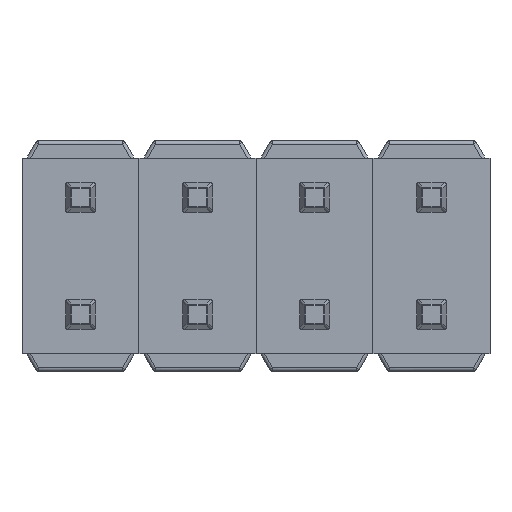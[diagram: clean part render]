
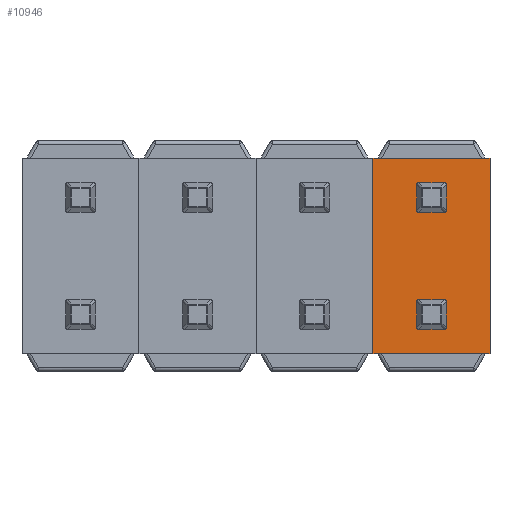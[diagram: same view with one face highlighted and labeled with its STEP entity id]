
A CAD part, front view. The second image highlights one B-rep face of the part: STEP entity #10946.
In plain terms, the highlighted planar face has unit normal (0, -1, 0).
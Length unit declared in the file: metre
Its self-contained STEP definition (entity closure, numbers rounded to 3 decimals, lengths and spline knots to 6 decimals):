
#114=PLANE('',#11935);
#770=LINE('',#17364,#1698);
#771=LINE('',#17367,#1699);
#772=LINE('',#17369,#1700);
#773=LINE('',#17371,#1701);
#774=LINE('',#17373,#1702);
#775=LINE('',#17375,#1703);
#776=LINE('',#17377,#1704);
#777=LINE('',#17379,#1705);
#778=LINE('',#17383,#1706);
#779=LINE('',#17387,#1707);
#780=LINE('',#17391,#1708);
#781=LINE('',#17395,#1709);
#782=LINE('',#17399,#1710);
#783=LINE('',#17403,#1711);
#784=LINE('',#17407,#1712);
#785=LINE('',#17411,#1713);
#1698=VECTOR('',#13444,1.);
#1699=VECTOR('',#13445,1.);
#1700=VECTOR('',#13446,1.);
#1701=VECTOR('',#13447,1.);
#1702=VECTOR('',#13448,1.);
#1703=VECTOR('',#13449,1.);
#1704=VECTOR('',#13450,1.);
#1705=VECTOR('',#13451,1.);
#1706=VECTOR('',#13454,1.);
#1707=VECTOR('',#13457,1.);
#1708=VECTOR('',#13460,1.);
#1709=VECTOR('',#13463,1.);
#1710=VECTOR('',#13466,1.);
#1711=VECTOR('',#13469,1.);
#1712=VECTOR('',#13472,1.);
#1713=VECTOR('',#13475,1.);
#3066=ORIENTED_EDGE('',*,*,#6390,.T.);
#3067=ORIENTED_EDGE('',*,*,#6391,.T.);
#3068=ORIENTED_EDGE('',*,*,#6392,.T.);
#3069=ORIENTED_EDGE('',*,*,#6393,.T.);
#3070=ORIENTED_EDGE('',*,*,#6394,.T.);
#3071=ORIENTED_EDGE('',*,*,#6395,.T.);
#3072=ORIENTED_EDGE('',*,*,#6396,.T.);
#3073=ORIENTED_EDGE('',*,*,#6397,.T.);
#3074=ORIENTED_EDGE('',*,*,#6398,.T.);
#3075=ORIENTED_EDGE('',*,*,#6399,.T.);
#3076=ORIENTED_EDGE('',*,*,#6400,.T.);
#3077=ORIENTED_EDGE('',*,*,#6401,.T.);
#3078=ORIENTED_EDGE('',*,*,#6402,.T.);
#3079=ORIENTED_EDGE('',*,*,#6403,.T.);
#3080=ORIENTED_EDGE('',*,*,#6404,.T.);
#3081=ORIENTED_EDGE('',*,*,#6405,.T.);
#3082=ORIENTED_EDGE('',*,*,#6406,.T.);
#3083=ORIENTED_EDGE('',*,*,#6407,.T.);
#3084=ORIENTED_EDGE('',*,*,#6408,.T.);
#3085=ORIENTED_EDGE('',*,*,#6409,.T.);
#3086=ORIENTED_EDGE('',*,*,#6410,.T.);
#3087=ORIENTED_EDGE('',*,*,#6411,.T.);
#3088=ORIENTED_EDGE('',*,*,#6412,.T.);
#3089=ORIENTED_EDGE('',*,*,#6413,.T.);
#6390=EDGE_CURVE('',#8034,#8035,#770,.T.);
#6391=EDGE_CURVE('',#8035,#8036,#771,.T.);
#6392=EDGE_CURVE('',#8036,#8037,#772,.T.);
#6393=EDGE_CURVE('',#8037,#8038,#773,.T.);
#6394=EDGE_CURVE('',#8038,#8039,#774,.T.);
#6395=EDGE_CURVE('',#8039,#8040,#775,.T.);
#6396=EDGE_CURVE('',#8040,#8041,#776,.T.);
#6397=EDGE_CURVE('',#8041,#8034,#777,.T.);
#6398=EDGE_CURVE('',#8042,#8043,#8984,.T.);
#6399=EDGE_CURVE('',#8043,#8044,#778,.T.);
#6400=EDGE_CURVE('',#8044,#8045,#8985,.T.);
#6401=EDGE_CURVE('',#8045,#8046,#779,.T.);
#6402=EDGE_CURVE('',#8046,#8047,#8986,.T.);
#6403=EDGE_CURVE('',#8047,#8048,#780,.T.);
#6404=EDGE_CURVE('',#8048,#8049,#8987,.T.);
#6405=EDGE_CURVE('',#8049,#8042,#781,.T.);
#6406=EDGE_CURVE('',#8050,#8051,#8988,.T.);
#6407=EDGE_CURVE('',#8051,#8052,#782,.T.);
#6408=EDGE_CURVE('',#8052,#8053,#8989,.T.);
#6409=EDGE_CURVE('',#8053,#8054,#783,.T.);
#6410=EDGE_CURVE('',#8054,#8055,#8990,.T.);
#6411=EDGE_CURVE('',#8055,#8056,#784,.T.);
#6412=EDGE_CURVE('',#8056,#8057,#8991,.T.);
#6413=EDGE_CURVE('',#8057,#8050,#785,.T.);
#8034=VERTEX_POINT('',#17365);
#8035=VERTEX_POINT('',#17366);
#8036=VERTEX_POINT('',#17368);
#8037=VERTEX_POINT('',#17370);
#8038=VERTEX_POINT('',#17372);
#8039=VERTEX_POINT('',#17374);
#8040=VERTEX_POINT('',#17376);
#8041=VERTEX_POINT('',#17378);
#8042=VERTEX_POINT('',#17381);
#8043=VERTEX_POINT('',#17382);
#8044=VERTEX_POINT('',#17384);
#8045=VERTEX_POINT('',#17386);
#8046=VERTEX_POINT('',#17388);
#8047=VERTEX_POINT('',#17390);
#8048=VERTEX_POINT('',#17392);
#8049=VERTEX_POINT('',#17394);
#8050=VERTEX_POINT('',#17397);
#8051=VERTEX_POINT('',#17398);
#8052=VERTEX_POINT('',#17400);
#8053=VERTEX_POINT('',#17402);
#8054=VERTEX_POINT('',#17404);
#8055=VERTEX_POINT('',#17406);
#8056=VERTEX_POINT('',#17408);
#8057=VERTEX_POINT('',#17410);
#8984=CIRCLE('',#11936,0.00004);
#8985=CIRCLE('',#11937,0.00004);
#8986=CIRCLE('',#11938,0.00004);
#8987=CIRCLE('',#11939,0.00004);
#8988=CIRCLE('',#11940,0.00004);
#8989=CIRCLE('',#11941,0.00004);
#8990=CIRCLE('',#11942,0.00004);
#8991=CIRCLE('',#11943,0.00004);
#9426=EDGE_LOOP('',(#3066,#3067,#3068,#3069,#3070,#3071,#3072,#3073));
#9427=EDGE_LOOP('',(#3074,#3075,#3076,#3077,#3078,#3079,#3080,#3081));
#9428=EDGE_LOOP('',(#3082,#3083,#3084,#3085,#3086,#3087,#3088,#3089));
#10170=FACE_BOUND('',#9426,.T.);
#10171=FACE_BOUND('',#9427,.T.);
#10172=FACE_BOUND('',#9428,.T.);
#10946=ADVANCED_FACE('',(#10170,#10171,#10172),#114,.F.);
#11935=AXIS2_PLACEMENT_3D('',#17363,#13442,#13443);
#11936=AXIS2_PLACEMENT_3D('',#17380,#13452,#13453);
#11937=AXIS2_PLACEMENT_3D('',#17385,#13455,#13456);
#11938=AXIS2_PLACEMENT_3D('',#17389,#13458,#13459);
#11939=AXIS2_PLACEMENT_3D('',#17393,#13461,#13462);
#11940=AXIS2_PLACEMENT_3D('',#17396,#13464,#13465);
#11941=AXIS2_PLACEMENT_3D('',#17401,#13467,#13468);
#11942=AXIS2_PLACEMENT_3D('',#17405,#13470,#13471);
#11943=AXIS2_PLACEMENT_3D('',#17409,#13473,#13474);
#13442=DIRECTION('',(0.,1.,0.));
#13443=DIRECTION('',(0.,0.,1.));
#13444=DIRECTION('',(0.,0.,-1.));
#13445=DIRECTION('',(1.,0.,0.));
#13446=DIRECTION('',(1.,0.,0.));
#13447=DIRECTION('',(1.,0.,0.));
#13448=DIRECTION('',(0.,0.,1.));
#13449=DIRECTION('',(-1.,0.,0.));
#13450=DIRECTION('',(-1.,0.,0.));
#13451=DIRECTION('',(-1.,0.,0.));
#13452=DIRECTION('',(0.,1.,0.));
#13453=DIRECTION('',(0.,0.,1.));
#13454=DIRECTION('',(1.,0.,0.));
#13455=DIRECTION('',(0.,1.,0.));
#13456=DIRECTION('',(0.,0.,1.));
#13457=DIRECTION('',(0.,0.,-1.));
#13458=DIRECTION('',(0.,1.,0.));
#13459=DIRECTION('',(0.,0.,1.));
#13460=DIRECTION('',(-1.,0.,0.));
#13461=DIRECTION('',(0.,1.,0.));
#13462=DIRECTION('',(0.,0.,1.));
#13463=DIRECTION('',(0.,0.,1.));
#13464=DIRECTION('',(0.,1.,0.));
#13465=DIRECTION('',(0.,0.,1.));
#13466=DIRECTION('',(1.,0.,0.));
#13467=DIRECTION('',(0.,1.,0.));
#13468=DIRECTION('',(0.,0.,1.));
#13469=DIRECTION('',(0.,0.,-1.));
#13470=DIRECTION('',(0.,1.,0.));
#13471=DIRECTION('',(0.,0.,1.));
#13472=DIRECTION('',(-1.,0.,0.));
#13473=DIRECTION('',(0.,1.,0.));
#13474=DIRECTION('',(0.,0.,1.));
#13475=DIRECTION('',(0.,0.,1.));
#17363=CARTESIAN_POINT('',(0.00762,-0.00085,0.));
#17364=CARTESIAN_POINT('',(0.00635,-0.00085,-0.002125));
#17365=CARTESIAN_POINT('',(0.00635,-0.00085,0.002125));
#17366=CARTESIAN_POINT('',(0.00635,-0.00085,-0.002125));
#17367=CARTESIAN_POINT('',(0.00762,-0.00085,-0.002125));
#17368=CARTESIAN_POINT('',(0.00645,-0.00085,-0.002125));
#17369=CARTESIAN_POINT('',(0.00762,-0.00085,-0.002125));
#17370=CARTESIAN_POINT('',(0.00879,-0.00085,-0.002125));
#17371=CARTESIAN_POINT('',(0.00889,-0.00085,-0.002125));
#17372=CARTESIAN_POINT('',(0.00889,-0.00085,-0.002125));
#17373=CARTESIAN_POINT('',(0.00889,-0.00085,0.002125));
#17374=CARTESIAN_POINT('',(0.00889,-0.00085,0.002125));
#17375=CARTESIAN_POINT('',(0.00635,-0.00085,0.002125));
#17376=CARTESIAN_POINT('',(0.00879,-0.00085,0.002125));
#17377=CARTESIAN_POINT('',(0.00762,-0.00085,0.002125));
#17378=CARTESIAN_POINT('',(0.00645,-0.00085,0.002125));
#17379=CARTESIAN_POINT('',(0.00762,-0.00085,0.002125));
#17380=CARTESIAN_POINT('',(0.00734,-0.00085,-0.00099));
#17381=CARTESIAN_POINT('',(0.0073,-0.00085,-0.00099));
#17382=CARTESIAN_POINT('',(0.00734,-0.00085,-0.00095));
#17383=CARTESIAN_POINT('',(0.00734,-0.00085,-0.00095));
#17384=CARTESIAN_POINT('',(0.0079,-0.00085,-0.00095));
#17385=CARTESIAN_POINT('',(0.0079,-0.00085,-0.00099));
#17386=CARTESIAN_POINT('',(0.00794,-0.00085,-0.00099));
#17387=CARTESIAN_POINT('',(0.00794,-0.00085,0.));
#17388=CARTESIAN_POINT('',(0.00794,-0.00085,-0.00155));
#17389=CARTESIAN_POINT('',(0.0079,-0.00085,-0.00155));
#17390=CARTESIAN_POINT('',(0.0079,-0.00085,-0.00159));
#17391=CARTESIAN_POINT('',(0.00734,-0.00085,-0.00159));
#17392=CARTESIAN_POINT('',(0.00734,-0.00085,-0.00159));
#17393=CARTESIAN_POINT('',(0.00734,-0.00085,-0.00155));
#17394=CARTESIAN_POINT('',(0.0073,-0.00085,-0.00155));
#17395=CARTESIAN_POINT('',(0.0073,-0.00085,0.));
#17396=CARTESIAN_POINT('',(0.00734,-0.00085,0.00155));
#17397=CARTESIAN_POINT('',(0.0073,-0.00085,0.00155));
#17398=CARTESIAN_POINT('',(0.00734,-0.00085,0.00159));
#17399=CARTESIAN_POINT('',(0.00734,-0.00085,0.00159));
#17400=CARTESIAN_POINT('',(0.0079,-0.00085,0.00159));
#17401=CARTESIAN_POINT('',(0.0079,-0.00085,0.00155));
#17402=CARTESIAN_POINT('',(0.00794,-0.00085,0.00155));
#17403=CARTESIAN_POINT('',(0.00794,-0.00085,0.00155));
#17404=CARTESIAN_POINT('',(0.00794,-0.00085,0.00099));
#17405=CARTESIAN_POINT('',(0.0079,-0.00085,0.00099));
#17406=CARTESIAN_POINT('',(0.0079,-0.00085,0.00095));
#17407=CARTESIAN_POINT('',(0.00734,-0.00085,0.00095));
#17408=CARTESIAN_POINT('',(0.00734,-0.00085,0.00095));
#17409=CARTESIAN_POINT('',(0.00734,-0.00085,0.00099));
#17410=CARTESIAN_POINT('',(0.0073,-0.00085,0.00099));
#17411=CARTESIAN_POINT('',(0.0073,-0.00085,0.00155));
